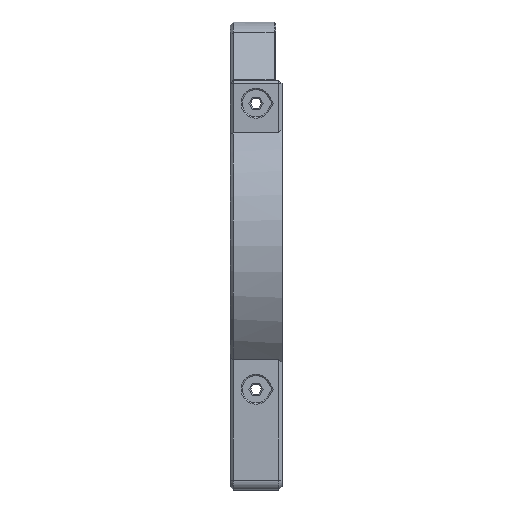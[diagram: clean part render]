
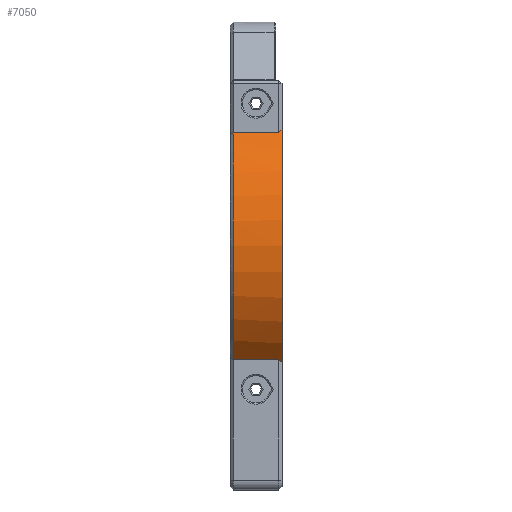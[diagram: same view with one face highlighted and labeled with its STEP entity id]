
A CAD part, front view. The second image highlights one B-rep face of the part: STEP entity #7050.
In plain terms, the highlighted cylindrical face has radius 48 mm (diameter 96 mm), a partial arc.
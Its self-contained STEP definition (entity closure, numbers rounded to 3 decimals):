
#370 = VERTEX_POINT ( 'NONE', #4146 ) ;
#631 = LINE ( 'NONE', #5902, #5242 ) ;
#761 = EDGE_CURVE ( 'NONE', #370, #2194, #631, .T. ) ;
#803 =( BOUNDED_CURVE ( )  B_SPLINE_CURVE ( 3, ( #2725, #4698, #6114, #2770 ),
 .UNSPECIFIED., .F., .F. ) 
 B_SPLINE_CURVE_WITH_KNOTS ( ( 4, 4 ),
 ( 2.301, 2.329 ),
 .UNSPECIFIED. ) 
 CURVE ( )  GEOMETRIC_REPRESENTATION_ITEM ( )  RATIONAL_B_SPLINE_CURVE ( ( 1., 1., 1., 1. ) ) 
 REPRESENTATION_ITEM ( '' )  );
#836 = CYLINDRICAL_SURFACE ( 'NONE', #4730, 48. ) ;
#1069 = ORIENTED_EDGE ( 'NONE', *, *, #6267, .T. ) ;
#1085 = EDGE_LOOP ( 'NONE', ( #7929, #1069, #2665, #5765, #8423, #7885 ) ) ;
#1353 = LINE ( 'NONE', #3279, #4905 ) ;
#2036 = CARTESIAN_POINT ( 'NONE',  ( 7.662, 15.662, -35.475 ) ) ;
#2194 = VERTEX_POINT ( 'NONE', #8076 ) ;
#2223 = VERTEX_POINT ( 'NONE', #4062 ) ;
#2559 = CARTESIAN_POINT ( 'NONE',  ( 7., 15., -34.857 ) ) ;
#2665 = ORIENTED_EDGE ( 'NONE', *, *, #4420, .T. ) ;
#2725 = CARTESIAN_POINT ( 'NONE',  ( 8., 16., 35.777 ) ) ;
#2770 = CARTESIAN_POINT ( 'NONE',  ( 7., 15., 34.857 ) ) ;
#3279 = CARTESIAN_POINT ( 'NONE',  ( -8., 15., -34.857 ) ) ;
#3356 = CARTESIAN_POINT ( 'NONE',  ( -7., 15., -34.857 ) ) ;
#3364 = DIRECTION ( 'NONE',  ( 1., 0., 0. ) ) ;
#3440 = FACE_OUTER_BOUND ( 'NONE', #1085, .T. ) ;
#3701 = CIRCLE ( 'NONE', #5198, 48. ) ;
#3740 = DIRECTION ( 'NONE',  ( 1., 0., 0. ) ) ;
#3852 = EDGE_CURVE ( 'NONE', #4013, #2223, #3974, .T. ) ;
#3974 =( BOUNDED_CURVE ( )  B_SPLINE_CURVE ( 3, ( #2559, #7729, #2036, #4533 ),
 .UNSPECIFIED., .F., .F. ) 
 B_SPLINE_CURVE_WITH_KNOTS ( ( 4, 4 ),
 ( 3.954, 3.983 ),
 .UNSPECIFIED. ) 
 CURVE ( )  GEOMETRIC_REPRESENTATION_ITEM ( )  RATIONAL_B_SPLINE_CURVE ( ( 1., 1., 1., 1. ) ) 
 REPRESENTATION_ITEM ( '' )  );
#4013 = VERTEX_POINT ( 'NONE', #8417 ) ;
#4062 = CARTESIAN_POINT ( 'NONE',  ( 8., 16., -35.777 ) ) ;
#4082 = VERTEX_POINT ( 'NONE', #4786 ) ;
#4146 = CARTESIAN_POINT ( 'NONE',  ( -7., 15., 34.857 ) ) ;
#4156 = EDGE_CURVE ( 'NONE', #4082, #2194, #803, .T. ) ;
#4203 = DIRECTION ( 'NONE',  ( 1., 0., 0. ) ) ;
#4371 = CARTESIAN_POINT ( 'NONE',  ( -7., 48., 0. ) ) ;
#4420 = EDGE_CURVE ( 'NONE', #4563, #4013, #1353, .T. ) ;
#4533 = CARTESIAN_POINT ( 'NONE',  ( 8., 16., -35.777 ) ) ;
#4563 = VERTEX_POINT ( 'NONE', #3356 ) ;
#4682 = CARTESIAN_POINT ( 'NONE',  ( -8., 48., 0. ) ) ;
#4698 = CARTESIAN_POINT ( 'NONE',  ( 7.662, 15.662, 35.475 ) ) ;
#4730 = AXIS2_PLACEMENT_3D ( 'NONE', #4682, #4203, #7287 ) ;
#4745 = EDGE_CURVE ( 'NONE', #4082, #2223, #5732, .T. ) ;
#4786 = CARTESIAN_POINT ( 'NONE',  ( 8., 16., 35.777 ) ) ;
#4857 = CARTESIAN_POINT ( 'NONE',  ( 8., 48., 0. ) ) ;
#4905 = VECTOR ( 'NONE', #5851, 1000. ) ;
#5138 = DIRECTION ( 'NONE',  ( 1., 0., 0. ) ) ;
#5183 = DIRECTION ( 'NONE',  ( 0., 0., -1. ) ) ;
#5198 = AXIS2_PLACEMENT_3D ( 'NONE', #4371, #5138, #5183 ) ;
#5242 = VECTOR ( 'NONE', #3364, 1000. ) ;
#5732 = CIRCLE ( 'NONE', #8314, 48. ) ;
#5765 = ORIENTED_EDGE ( 'NONE', *, *, #3852, .T. ) ;
#5851 = DIRECTION ( 'NONE',  ( 1., 0., 0. ) ) ;
#5902 = CARTESIAN_POINT ( 'NONE',  ( -8., 15., 34.857 ) ) ;
#6114 = CARTESIAN_POINT ( 'NONE',  ( 7.329, 15.329, 35.168 ) ) ;
#6267 = EDGE_CURVE ( 'NONE', #370, #4563, #3701, .T. ) ;
#6356 = DIRECTION ( 'NONE',  ( 0., 0., -1. ) ) ;
#7050 = ADVANCED_FACE ( 'NONE', ( #3440 ), #836, .T. ) ;
#7287 = DIRECTION ( 'NONE',  ( 0., 0., -1. ) ) ;
#7729 = CARTESIAN_POINT ( 'NONE',  ( 7.329, 15.329, -35.168 ) ) ;
#7885 = ORIENTED_EDGE ( 'NONE', *, *, #4156, .T. ) ;
#7929 = ORIENTED_EDGE ( 'NONE', *, *, #761, .F. ) ;
#8076 = CARTESIAN_POINT ( 'NONE',  ( 7., 15., 34.857 ) ) ;
#8314 = AXIS2_PLACEMENT_3D ( 'NONE', #4857, #3740, #6356 ) ;
#8417 = CARTESIAN_POINT ( 'NONE',  ( 7., 15., -34.857 ) ) ;
#8423 = ORIENTED_EDGE ( 'NONE', *, *, #4745, .F. ) ;
